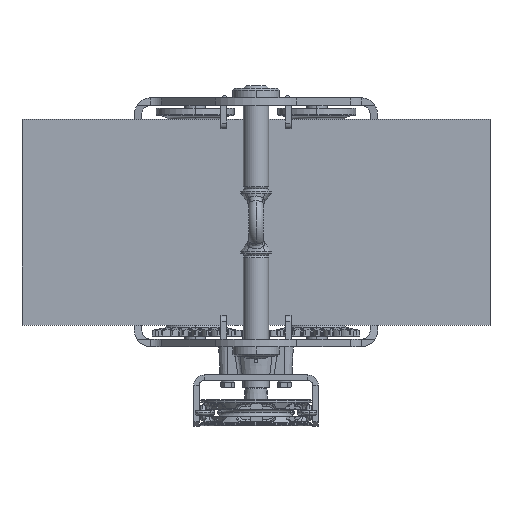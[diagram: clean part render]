
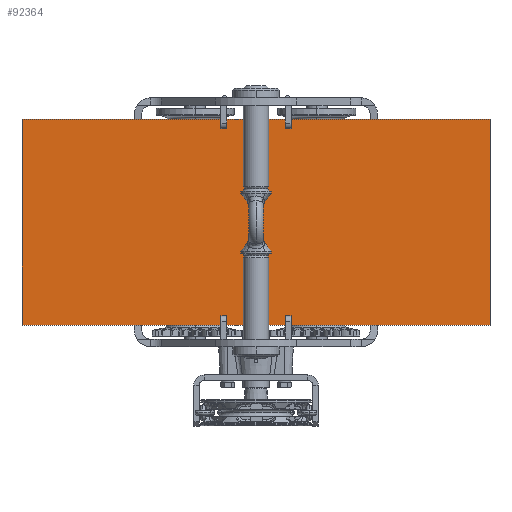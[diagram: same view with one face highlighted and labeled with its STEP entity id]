
A CAD part, front view. The second image highlights one B-rep face of the part: STEP entity #92364.
In plain terms, the highlighted planar face has unit normal (0, -1, 0).
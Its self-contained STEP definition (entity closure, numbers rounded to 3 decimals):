
#2607 = DIRECTION ( 'NONE',  ( 0., 0., -1. ) ) ;
#7161 = ORIENTED_EDGE ( 'NONE', *, *, #23567, .F. ) ;
#7503 = CARTESIAN_POINT ( 'NONE',  ( -250., -110., -110. ) ) ;
#9145 = VECTOR ( 'NONE', #12195, 1000. ) ;
#10329 = DIRECTION ( 'NONE',  ( 0., -1., 0. ) ) ;
#11011 = VERTEX_POINT ( 'NONE', #13664 ) ;
#12195 = DIRECTION ( 'NONE',  ( 0., 0., -1. ) ) ;
#13664 = CARTESIAN_POINT ( 'NONE',  ( 250., -110., -110. ) ) ;
#18897 = LINE ( 'NONE', #34588, #37061 ) ;
#21248 = LINE ( 'NONE', #98961, #86726 ) ;
#21440 = ORIENTED_EDGE ( 'NONE', *, *, #31181, .F. ) ;
#22496 = VECTOR ( 'NONE', #67419, 1000. ) ;
#23567 = EDGE_CURVE ( 'NONE', #63369, #11011, #39447, .T. ) ;
#23634 = ORIENTED_EDGE ( 'NONE', *, *, #31479, .T. ) ;
#24945 = LINE ( 'NONE', #98689, #22496 ) ;
#27592 = EDGE_CURVE ( 'NONE', #82990, #91847, #24945, .T. ) ;
#27698 = EDGE_LOOP ( 'NONE', ( #7161, #21440, #60647, #23634 ) ) ;
#31181 = EDGE_CURVE ( 'NONE', #82990, #63369, #18897, .T. ) ;
#31479 = EDGE_CURVE ( 'NONE', #91847, #11011, #21248, .T. ) ;
#34588 = CARTESIAN_POINT ( 'NONE',  ( -250., -110., 110. ) ) ;
#37061 = VECTOR ( 'NONE', #80624, 1000. ) ;
#39447 = LINE ( 'NONE', #58554, #9145 ) ;
#50302 = CARTESIAN_POINT ( 'NONE',  ( 250., -110., 110. ) ) ;
#53788 = FACE_OUTER_BOUND ( 'NONE', #27698, .T. ) ;
#58554 = CARTESIAN_POINT ( 'NONE',  ( 250., -110., 110. ) ) ;
#59497 = AXIS2_PLACEMENT_3D ( 'NONE', #64543, #10329, #2607 ) ;
#60647 = ORIENTED_EDGE ( 'NONE', *, *, #27592, .T. ) ;
#63369 = VERTEX_POINT ( 'NONE', #50302 ) ;
#63543 = PLANE ( 'NONE',  #59497 ) ;
#64543 = CARTESIAN_POINT ( 'NONE',  ( -250., -110., 110. ) ) ;
#67419 = DIRECTION ( 'NONE',  ( 0., 0., -1. ) ) ;
#68328 = CARTESIAN_POINT ( 'NONE',  ( -250., -110., 110. ) ) ;
#80624 = DIRECTION ( 'NONE',  ( 1., 0., 0. ) ) ;
#82990 = VERTEX_POINT ( 'NONE', #68328 ) ;
#86726 = VECTOR ( 'NONE', #92205, 1000. ) ;
#91847 = VERTEX_POINT ( 'NONE', #7503 ) ;
#92205 = DIRECTION ( 'NONE',  ( 1., 0., 0. ) ) ;
#92364 = ADVANCED_FACE ( 'NONE', ( #53788 ), #63543, .T. ) ;
#98689 = CARTESIAN_POINT ( 'NONE',  ( -250., -110., 110. ) ) ;
#98961 = CARTESIAN_POINT ( 'NONE',  ( -250., -110., -110. ) ) ;
